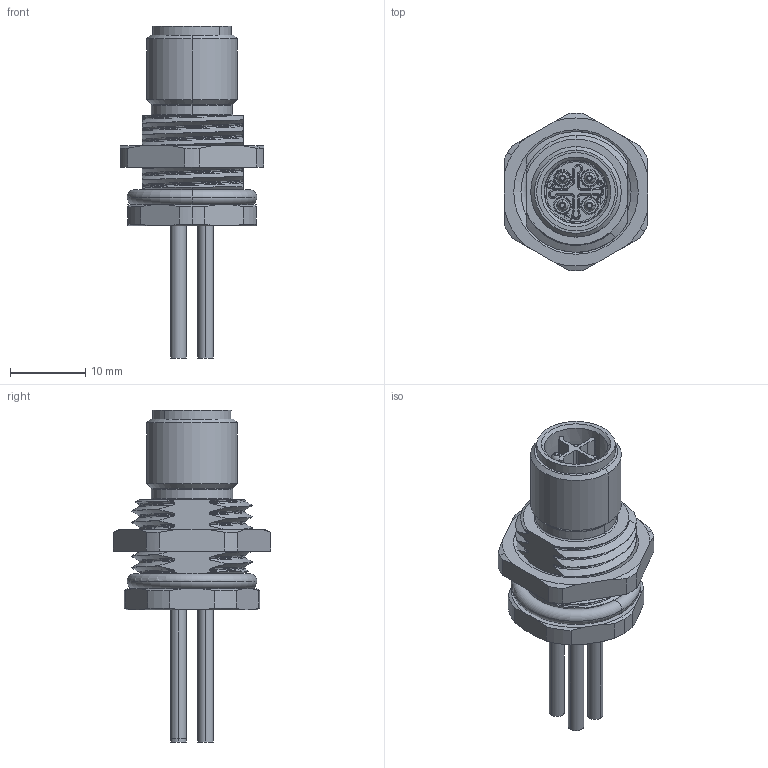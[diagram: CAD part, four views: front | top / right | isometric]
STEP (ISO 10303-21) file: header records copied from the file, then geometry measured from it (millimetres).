
FILE_DESCRIPTION(('HOOPS Exchange Step'),'2;1');
FILE_NAME('export-FD50F249-B0D1-429D-86DB-0B2415846630.stp','2021-02-13T17:31:10+01:00',('Engineering'),('Alibre'),'HOOPS Exchange 2020.1','Alibre','Unknown authorisation');
FILE_SCHEMA( ('AP242_MANAGED_MODEL_BASED_3D_ENGINEERING_MIM_LF {1 0 10303 442 1 1 4 }') );
Length unit declared in the file: millimetre
Products named in the file (3): 5479-1 M12-S Power (3+PE) Panel Mount MALE with 50cm wiring; 5479-2 NUT M12-S Power (3+PE) Panel Mount MALE with 50cm wiring; 5479 M12-S Power (3+PE) Panel Mount MALE with 50cm wiring
Assembly tree (2 placements, depth 2):
  5479 M12-S Power (3+PE) Panel Mount MALE with 50cm wiring
    5479-1 M12-S Power (3+PE) Panel Mount MALE with 50cm wiring
    5479-2 NUT M12-S Power (3+PE) Panel Mount MALE with 50cm wiring
Bounding box: 19 x 20.89 x 44 mm (x, y, z)
Volume: 4217.3 mm3; surface area: 3722.5 mm2
Topology: 2 solids, 2 shells, 523 faces, 1394 edges, 884 vertices
Faces by surface type: plane 179, cylinder 117, bspline 86, torus 78, cone 63
Entity records: 33723 total; most frequent: CARTESIAN_POINT 21472, ORIENTED_EDGE 2752, DIRECTION 2304, EDGE_CURVE 1376, VERTEX_POINT 880, AXIS2_PLACEMENT_3D 849, VECTOR 606, LINE 606
